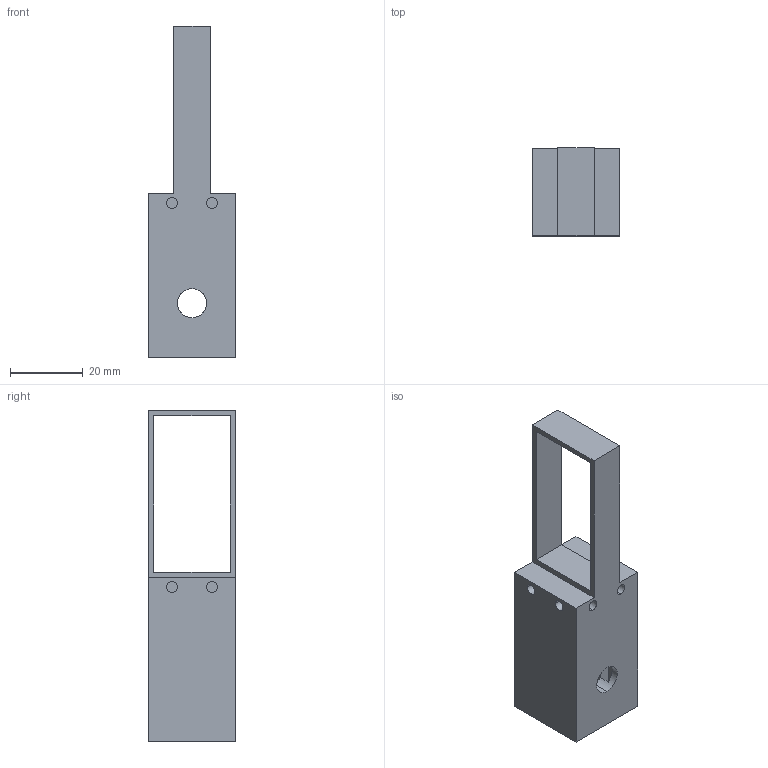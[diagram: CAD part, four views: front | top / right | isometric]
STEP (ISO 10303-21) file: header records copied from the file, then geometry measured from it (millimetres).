
FILE_DESCRIPTION (( 'STEP AP214' ), '1' );
FILE_NAME ('Support_robotic_arm_2.STEP', '2022-04-12T17:35:00', ( '' ), ( '' ), 'SwSTEP 2.0', 'SolidWorks 2020', '' );
FILE_SCHEMA (( 'AUTOMOTIVE_DESIGN' ));
Length unit declared in the file: millimetre
Products named in the file (1): Support_robotic_arm_2
Bounding box: 24 x 24 x 91 mm (x, y, z)
Volume: 13622.9 mm3; surface area: 12500.3 mm2
Topology: 1 solids, 1 shells, 69 faces, 180 edges, 120 vertices
Faces by surface type: plane 49, cylinder 20
Entity records: 2168 total; most frequent: CARTESIAN_POINT 370, DIRECTION 368, ORIENTED_EDGE 360, EDGE_CURVE 180, VECTOR 132, LINE 132, VERTEX_POINT 120, AXIS2_PLACEMENT_3D 118
